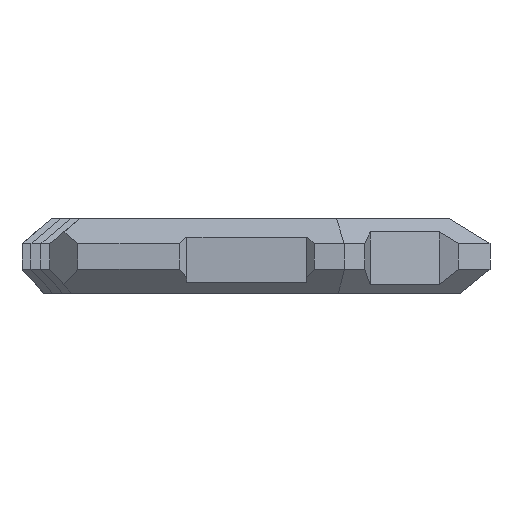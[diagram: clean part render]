
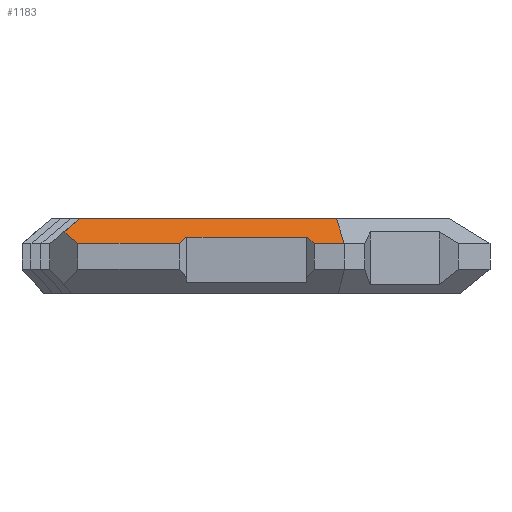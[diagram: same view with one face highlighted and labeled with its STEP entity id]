
A CAD part, left-side view. The second image highlights one B-rep face of the part: STEP entity #1183.
In plain terms, the highlighted free-form (B-spline) face has degree [1, 1] with [2, 2] control points.
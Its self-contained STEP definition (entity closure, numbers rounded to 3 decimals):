
#15 = VECTOR ( 'NONE', #2391, 1000. ) ;
#19 = LINE ( 'NONE', #400, #2446 ) ;
#49 = CARTESIAN_POINT ( 'NONE',  ( 19.314, -11.129, 12.5 ) ) ;
#73 = VECTOR ( 'NONE', #1092, 1000. ) ;
#123 = VECTOR ( 'NONE', #3837, 1000. ) ;
#259 = CARTESIAN_POINT ( 'NONE',  ( 19.314, -11.129, 12.5 ) ) ;
#350 = ORIENTED_EDGE ( 'NONE', *, *, #6156, .F. ) ;
#400 = CARTESIAN_POINT ( 'NONE',  ( 26.814, -11.629, 18.7 ) ) ;
#580 = EDGE_CURVE ( 'NONE', #1104, #4506, #5683, .T. ) ;
#729 = DIRECTION ( 'NONE',  ( -0.61, 0.61, -0.505 ) ) ;
#828 = VECTOR ( 'NONE', #729, 1000. ) ;
#987 = CARTESIAN_POINT ( 'NONE',  ( 20.48, -9.963, 13.464 ) ) ;
#1030 = EDGE_CURVE ( 'NONE', #1104, #6005, #3926, .T. ) ;
#1047 = CARTESIAN_POINT ( 'NONE',  ( 22.814, -7.629, 15.393 ) ) ;
#1092 = DIRECTION ( 'NONE',  ( 0., 1., 0. ) ) ;
#1104 = VERTEX_POINT ( 'NONE', #4542 ) ;
#1183 = ADVANCED_FACE ( 'NONE', ( #1243 ), #3045, .F. ) ;
#1243 = FACE_OUTER_BOUND ( 'NONE', #2209, .T. ) ;
#1304 = ORIENTED_EDGE ( 'NONE', *, *, #3234, .F. ) ;
#1465 = CARTESIAN_POINT ( 'NONE',  ( 19.314, -77.945, 12.5 ) ) ;
#1470 = B_SPLINE_CURVE_WITH_KNOTS ( 'NONE', 1,
 ( #1477, #3373 ),
 .UNSPECIFIED., .F., .F.,
 ( 2, 2 ),
 ( 0., 0.03 ),
 .UNSPECIFIED. ) ;
#1477 = CARTESIAN_POINT ( 'NONE',  ( 21.249, -68.474, 14.1 ) ) ;
#1581 = CARTESIAN_POINT ( 'NONE',  ( 21.647, -8.796, 14.429 ) ) ;
#1591 = ORIENTED_EDGE ( 'NONE', *, *, #1030, .F. ) ;
#1627 = LINE ( 'NONE', #3996, #828 ) ;
#1731 = ORIENTED_EDGE ( 'NONE', *, *, #2772, .T. ) ;
#1787 = CARTESIAN_POINT ( 'NONE',  ( 23.064, -76.945, 15.6 ) ) ;
#1856 = EDGE_CURVE ( 'NONE', #2680, #3081, #1627, .T. ) ;
#1858 = ORIENTED_EDGE ( 'NONE', *, *, #3703, .F. ) ;
#1900 = CARTESIAN_POINT ( 'NONE',  ( 21.249, -68.474, 14.1 ) ) ;
#2020 = VERTEX_POINT ( 'NONE', #2250 ) ;
#2049 = CARTESIAN_POINT ( 'NONE',  ( 19.314, -77.945, 12.5 ) ) ;
#2147 = VERTEX_POINT ( 'NONE', #1900 ) ;
#2148 = CARTESIAN_POINT ( 'NONE',  ( 19.314, -77.945, 12.5 ) ) ;
#2150 = B_SPLINE_CURVE_WITH_KNOTS ( 'NONE', 3,
 ( #5701, #5239, #2865, #4774 ),
 .UNSPECIFIED., .F., .F.,
 ( 4, 4 ),
 ( 0., 0.003 ),
 .UNSPECIFIED. ) ;
#2178 = EDGE_CURVE ( 'NONE', #2147, #2020, #2150, .T. ) ;
#2209 = EDGE_LOOP ( 'NONE', ( #3592, #1304, #3575, #1858, #350, #1731, #2665, #4023, #1591 ) ) ;
#2250 = CARTESIAN_POINT ( 'NONE',  ( 19.314, -70.41, 12.5 ) ) ;
#2391 = DIRECTION ( 'NONE',  ( 0., 1., 0. ) ) ;
#2446 = VECTOR ( 'NONE', #6122, 1000. ) ;
#2665 = ORIENTED_EDGE ( 'NONE', *, *, #1856, .T. ) ;
#2680 = VERTEX_POINT ( 'NONE', #4142 ) ;
#2772 = EDGE_CURVE ( 'NONE', #4415, #2680, #19, .T. ) ;
#2865 = CARTESIAN_POINT ( 'NONE',  ( 19.959, -69.764, 13.033 ) ) ;
#2937 = CARTESIAN_POINT ( 'NONE',  ( 26.814, -75.944, 18.7 ) ) ;
#3045 = B_SPLINE_SURFACE_WITH_KNOTS ( 'NONE', 1, 1, ( 
 ( #3488, #4453 ),
 ( #4574, #5383 ) ),
 .UNSPECIFIED., .F., .F., .F.,
 ( 2, 2 ),
 ( 2, 2 ),
 ( 0., 1. ),
 ( 0., 1. ),
 .UNSPECIFIED. ) ;
#3081 = VERTEX_POINT ( 'NONE', #3541 ) ;
#3234 = EDGE_CURVE ( 'NONE', #2147, #4506, #1470, .T. ) ;
#3310 = CARTESIAN_POINT ( 'NONE',  ( 19.314, -36.539, 12.5 ) ) ;
#3373 = CARTESIAN_POINT ( 'NONE',  ( 21.249, -38.474, 14.1 ) ) ;
#3478 = B_SPLINE_CURVE_WITH_KNOTS ( 'NONE', 3,
 ( #1047, #1581, #987, #49 ),
 .UNSPECIFIED., .F., .F.,
 ( 4, 4 ),
 ( 0., 0.006 ),
 .UNSPECIFIED. ) ;
#3488 = CARTESIAN_POINT ( 'NONE',  ( 26.814, -11.629, 18.7 ) ) ;
#3541 = CARTESIAN_POINT ( 'NONE',  ( 22.814, -7.629, 15.393 ) ) ;
#3575 = ORIENTED_EDGE ( 'NONE', *, *, #2178, .T. ) ;
#3592 = ORIENTED_EDGE ( 'NONE', *, *, #580, .T. ) ;
#3703 = EDGE_CURVE ( 'NONE', #5517, #2020, #5917, .T. ) ;
#3837 = DIRECTION ( 'NONE',  ( -0.755, -0.201, -0.624 ) ) ;
#3926 = LINE ( 'NONE', #2049, #15 ) ;
#3996 = CARTESIAN_POINT ( 'NONE',  ( 23.064, -7.879, 15.6 ) ) ;
#4023 = ORIENTED_EDGE ( 'NONE', *, *, #4384, .T. ) ;
#4142 = CARTESIAN_POINT ( 'NONE',  ( 26.814, -11.629, 18.7 ) ) ;
#4221 = CARTESIAN_POINT ( 'NONE',  ( 19.959, -37.184, 13.033 ) ) ;
#4384 = EDGE_CURVE ( 'NONE', #3081, #6005, #3478, .T. ) ;
#4415 = VERTEX_POINT ( 'NONE', #2937 ) ;
#4453 = CARTESIAN_POINT ( 'NONE',  ( 19.314, -4.129, 12.5 ) ) ;
#4506 = VERTEX_POINT ( 'NONE', #4969 ) ;
#4542 = CARTESIAN_POINT ( 'NONE',  ( 19.314, -36.539, 12.5 ) ) ;
#4574 = CARTESIAN_POINT ( 'NONE',  ( 26.814, -75.944, 18.7 ) ) ;
#4774 = CARTESIAN_POINT ( 'NONE',  ( 19.314, -70.41, 12.5 ) ) ;
#4781 = CARTESIAN_POINT ( 'NONE',  ( 21.249, -38.474, 14.1 ) ) ;
#4969 = CARTESIAN_POINT ( 'NONE',  ( 21.249, -38.474, 14.1 ) ) ;
#5182 = LINE ( 'NONE', #1787, #123 ) ;
#5239 = CARTESIAN_POINT ( 'NONE',  ( 20.604, -69.119, 13.567 ) ) ;
#5308 = CARTESIAN_POINT ( 'NONE',  ( 20.604, -37.829, 13.567 ) ) ;
#5383 = CARTESIAN_POINT ( 'NONE',  ( 19.314, -77.945, 12.5 ) ) ;
#5517 = VERTEX_POINT ( 'NONE', #1465 ) ;
#5683 = B_SPLINE_CURVE_WITH_KNOTS ( 'NONE', 3,
 ( #3310, #4221, #5308, #4781 ),
 .UNSPECIFIED., .F., .F.,
 ( 4, 4 ),
 ( 0., 0.003 ),
 .UNSPECIFIED. ) ;
#5701 = CARTESIAN_POINT ( 'NONE',  ( 21.249, -68.474, 14.1 ) ) ;
#5917 = LINE ( 'NONE', #2148, #73 ) ;
#6005 = VERTEX_POINT ( 'NONE', #259 ) ;
#6122 = DIRECTION ( 'NONE',  ( 0., 1., 0. ) ) ;
#6156 = EDGE_CURVE ( 'NONE', #4415, #5517, #5182, .T. ) ;
